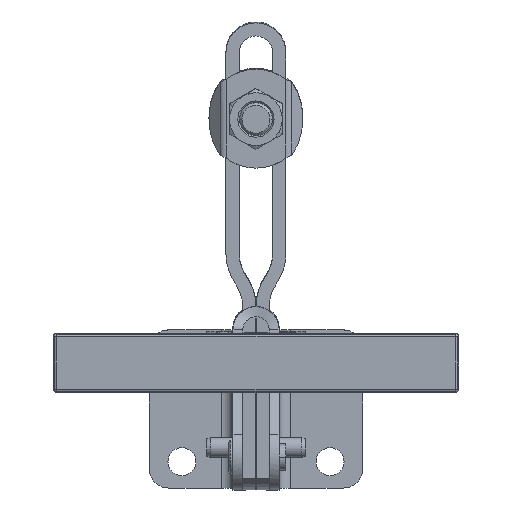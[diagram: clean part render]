
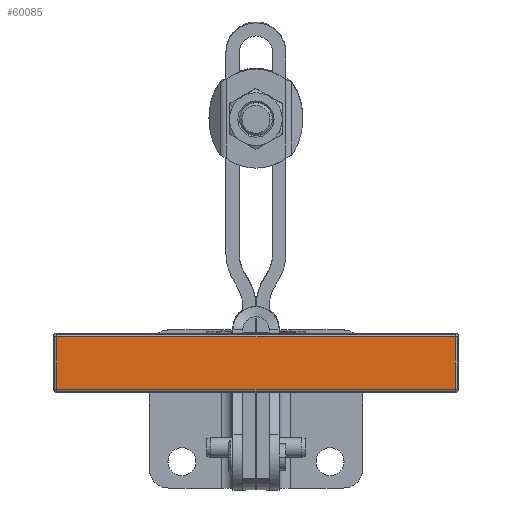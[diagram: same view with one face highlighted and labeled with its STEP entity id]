
A CAD part, left-side view. The second image highlights one B-rep face of the part: STEP entity #60085.
In plain terms, the highlighted planar face has unit normal (-1, 0, -0.015).
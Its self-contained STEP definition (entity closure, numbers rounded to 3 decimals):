
#749=CARTESIAN_POINT('',(-194.64,-113.514,-148.104));
#750=VERTEX_POINT('',#749);
#758=CARTESIAN_POINT('',(-194.401,-113.514,-164.102));
#759=VERTEX_POINT('',#758);
#760=CARTESIAN_POINT('',(-194.64,-113.514,-148.104));
#761=DIRECTION('',(0.015,0.,-1.));
#762=VECTOR('',#761,16.);
#763=LINE('',#760,#762);
#764=EDGE_CURVE('',#750,#759,#763,.T.);
#798=CARTESIAN_POINT('',(-194.401,7.486,-164.102));
#799=VERTEX_POINT('',#798);
#800=CARTESIAN_POINT('',(-194.401,-113.514,-164.102));
#801=DIRECTION('',(0.0,1.0,0.0));
#802=VECTOR('',#801,121.0);
#803=LINE('',#800,#802);
#804=EDGE_CURVE('',#759,#799,#803,.T.);
#873=CARTESIAN_POINT('',(-194.64,7.486,-148.104));
#874=VERTEX_POINT('',#873);
#882=CARTESIAN_POINT('',(-194.64,7.486,-148.104));
#883=DIRECTION('',(0.0,-1.0,0.0));
#884=VECTOR('',#883,121.0);
#885=LINE('',#882,#884);
#886=EDGE_CURVE('',#874,#750,#885,.T.);
#920=CARTESIAN_POINT('',(-194.401,7.486,-164.102));
#921=DIRECTION('',(-0.015,0.,1.));
#922=VECTOR('',#921,16.);
#923=LINE('',#920,#922);
#924=EDGE_CURVE('',#799,#874,#923,.T.);
#60074=CARTESIAN_POINT('',(-194.52,-53.014,-156.103));
#60075=DIRECTION('',(-1.,0.,-0.015));
#60076=DIRECTION('',(0.0,-1.0,0.0));
#60077=AXIS2_PLACEMENT_3D('',#60074,#60075,#60076);
#60078=PLANE('',#60077);
#60079=ORIENTED_EDGE('',*,*,#764,.F.);
#60080=ORIENTED_EDGE('',*,*,#886,.F.);
#60081=ORIENTED_EDGE('',*,*,#924,.F.);
#60082=ORIENTED_EDGE('',*,*,#804,.F.);
#60083=EDGE_LOOP('',(#60079,#60080,#60081,#60082));
#60084=FACE_OUTER_BOUND('',#60083,.T.);
#60085=ADVANCED_FACE('',(#60084),#60078,.T.);
